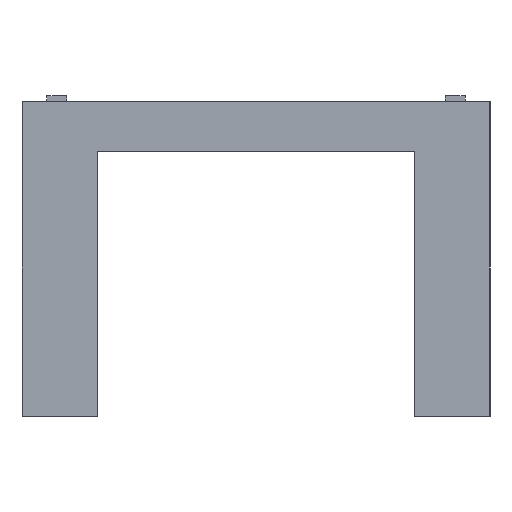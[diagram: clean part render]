
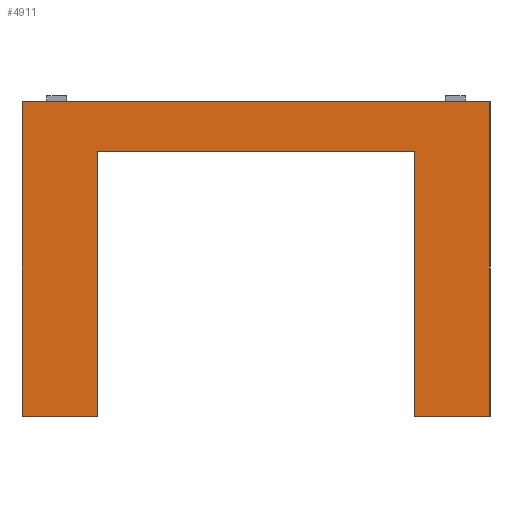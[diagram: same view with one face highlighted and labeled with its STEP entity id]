
A CAD part, left-side view. The second image highlights one B-rep face of the part: STEP entity #4911.
In plain terms, the highlighted planar face has unit normal (-1, 0, 0).
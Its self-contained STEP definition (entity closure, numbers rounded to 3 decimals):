
#32 = PLANE('',#33);
#33 = AXIS2_PLACEMENT_3D('',#34,#35,#36);
#34 = CARTESIAN_POINT('',(-272.45,-1399.45,380.97));
#35 = DIRECTION('',(0.,-1.,0.));
#36 = DIRECTION('',(1.,0.,0.));
#169 = VERTEX_POINT('',#170);
#170 = CARTESIAN_POINT('',(-2022.45,-1399.45,555.97));
#184 = PLANE('',#185);
#185 = AXIS2_PLACEMENT_3D('',#186,#187,#188);
#186 = CARTESIAN_POINT('',(-2022.45,580.55,555.97));
#187 = DIRECTION('',(0.,0.,-1.));
#188 = DIRECTION('',(0.,1.,0.));
#196 = EDGE_CURVE('',#197,#169,#199,.T.);
#197 = VERTEX_POINT('',#198);
#198 = CARTESIAN_POINT('',(-2022.45,-1399.45,-1032.03));
#199 = SURFACE_CURVE('',#200,(#204,#211),.PCURVE_S1.);
#200 = LINE('',#201,#202);
#201 = CARTESIAN_POINT('',(-2022.45,-1399.45,555.97));
#202 = VECTOR('',#203,1.);
#203 = DIRECTION('',(0.,0.,1.));
#204 = PCURVE('',#32,#205);
#205 = DEFINITIONAL_REPRESENTATION('',(#206),#210);
#206 = LINE('',#207,#208);
#207 = CARTESIAN_POINT('',(-1750.,175.));
#208 = VECTOR('',#209,1.);
#209 = DIRECTION('',(0.,1.));
#210 = ( GEOMETRIC_REPRESENTATION_CONTEXT(2) 
PARAMETRIC_REPRESENTATION_CONTEXT() REPRESENTATION_CONTEXT('2D SPACE',''
  ) );
#211 = PCURVE('',#212,#217);
#212 = PLANE('',#213);
#213 = AXIS2_PLACEMENT_3D('',#214,#215,#216);
#214 = CARTESIAN_POINT('',(-2022.45,580.55,555.97));
#215 = DIRECTION('',(1.,0.,0.));
#216 = DIRECTION('',(0.,1.,0.));
#217 = DEFINITIONAL_REPRESENTATION('',(#218),#222);
#218 = LINE('',#219,#220);
#219 = CARTESIAN_POINT('',(-1980.,0.));
#220 = VECTOR('',#221,1.);
#221 = DIRECTION('',(0.,1.));
#222 = ( GEOMETRIC_REPRESENTATION_CONTEXT(2) 
PARAMETRIC_REPRESENTATION_CONTEXT() REPRESENTATION_CONTEXT('2D SPACE',''
  ) );
#240 = PLANE('',#241);
#241 = AXIS2_PLACEMENT_3D('',#242,#243,#244);
#242 = CARTESIAN_POINT('',(-2022.45,2315.225,-1032.03)
  );
#243 = DIRECTION('',(0.,0.,-1.));
#244 = DIRECTION('',(0.,1.,0.));
#3949 = PLANE('',#3950);
#3950 = AXIS2_PLACEMENT_3D('',#3951,#3952,#3953);
#3951 = CARTESIAN_POINT('',(-272.45,-1019.45,380.97));
#3952 = DIRECTION('',(0.,-1.,0.));
#3953 = DIRECTION('',(1.,0.,0.));
#4003 = PLANE('',#4004);
#4004 = AXIS2_PLACEMENT_3D('',#4005,#4006,#4007);
#4005 = CARTESIAN_POINT('',(-272.45,580.55,380.97));
#4006 = DIRECTION('',(0.,-1.,0.));
#4007 = DIRECTION('',(1.,0.,0.));
#4042 = VERTEX_POINT('',#4043);
#4043 = CARTESIAN_POINT('',(-2022.45,960.55,555.97));
#4057 = PLANE('',#4058);
#4058 = AXIS2_PLACEMENT_3D('',#4059,#4060,#4061);
#4059 = CARTESIAN_POINT('',(-272.45,960.55,380.97));
#4060 = DIRECTION('',(0.,-1.,0.));
#4061 = DIRECTION('',(1.,0.,0.));
#4069 = EDGE_CURVE('',#169,#4042,#4070,.T.);
#4070 = SURFACE_CURVE('',#4071,(#4075,#4082),.PCURVE_S1.);
#4071 = LINE('',#4072,#4073);
#4072 = CARTESIAN_POINT('',(-2022.45,580.55,555.97));
#4073 = VECTOR('',#4074,1.);
#4074 = DIRECTION('',(-0.,1.,0.));
#4075 = PCURVE('',#184,#4076);
#4076 = DEFINITIONAL_REPRESENTATION('',(#4077),#4081);
#4077 = LINE('',#4078,#4079);
#4078 = CARTESIAN_POINT('',(0.,0.));
#4079 = VECTOR('',#4080,1.);
#4080 = DIRECTION('',(1.,0.));
#4081 = ( GEOMETRIC_REPRESENTATION_CONTEXT(2) 
PARAMETRIC_REPRESENTATION_CONTEXT() REPRESENTATION_CONTEXT('2D SPACE',''
  ) );
#4082 = PCURVE('',#212,#4083);
#4083 = DEFINITIONAL_REPRESENTATION('',(#4084),#4088);
#4084 = LINE('',#4085,#4086);
#4085 = CARTESIAN_POINT('',(0.,0.));
#4086 = VECTOR('',#4087,1.);
#4087 = DIRECTION('',(1.,0.));
#4088 = ( GEOMETRIC_REPRESENTATION_CONTEXT(2) 
PARAMETRIC_REPRESENTATION_CONTEXT() REPRESENTATION_CONTEXT('2D SPACE',''
  ) );
#4218 = PLANE('',#4219);
#4219 = AXIS2_PLACEMENT_3D('',#4220,#4221,#4222);
#4220 = CARTESIAN_POINT('',(-2022.45,-1399.45,305.97));
#4221 = DIRECTION('',(0.,0.,-1.));
#4222 = DIRECTION('',(1.,0.,0.));
#4238 = VERTEX_POINT('',#4239);
#4239 = CARTESIAN_POINT('',(-2022.45,-1019.45,305.97));
#4260 = EDGE_CURVE('',#4238,#4261,#4263,.T.);
#4261 = VERTEX_POINT('',#4262);
#4262 = CARTESIAN_POINT('',(-2022.45,580.55,305.97));
#4263 = SURFACE_CURVE('',#4264,(#4268,#4275),.PCURVE_S1.);
#4264 = LINE('',#4265,#4266);
#4265 = CARTESIAN_POINT('',(-2022.45,-1399.45,305.97));
#4266 = VECTOR('',#4267,1.);
#4267 = DIRECTION('',(0.,1.,0.));
#4268 = PCURVE('',#4218,#4269);
#4269 = DEFINITIONAL_REPRESENTATION('',(#4270),#4274);
#4270 = LINE('',#4271,#4272);
#4271 = CARTESIAN_POINT('',(0.,0.));
#4272 = VECTOR('',#4273,1.);
#4273 = DIRECTION('',(0.,-1.));
#4274 = ( GEOMETRIC_REPRESENTATION_CONTEXT(2) 
PARAMETRIC_REPRESENTATION_CONTEXT() REPRESENTATION_CONTEXT('2D SPACE',''
  ) );
#4275 = PCURVE('',#212,#4276);
#4276 = DEFINITIONAL_REPRESENTATION('',(#4277),#4281);
#4277 = LINE('',#4278,#4279);
#4278 = CARTESIAN_POINT('',(-1980.,-250.));
#4279 = VECTOR('',#4280,1.);
#4280 = DIRECTION('',(1.,0.));
#4281 = ( GEOMETRIC_REPRESENTATION_CONTEXT(2) 
PARAMETRIC_REPRESENTATION_CONTEXT() REPRESENTATION_CONTEXT('2D SPACE',''
  ) );
#4505 = EDGE_CURVE('',#4261,#4506,#4508,.T.);
#4506 = VERTEX_POINT('',#4507);
#4507 = CARTESIAN_POINT('',(-2022.45,580.55,-1032.03));
#4508 = SURFACE_CURVE('',#4509,(#4513,#4520),.PCURVE_S1.);
#4509 = LINE('',#4510,#4511);
#4510 = CARTESIAN_POINT('',(-2022.45,580.55,555.97));
#4511 = VECTOR('',#4512,1.);
#4512 = DIRECTION('',(0.,0.,-1.));
#4513 = PCURVE('',#4003,#4514);
#4514 = DEFINITIONAL_REPRESENTATION('',(#4515),#4519);
#4515 = LINE('',#4516,#4517);
#4516 = CARTESIAN_POINT('',(-1750.,175.));
#4517 = VECTOR('',#4518,1.);
#4518 = DIRECTION('',(0.,-1.));
#4519 = ( GEOMETRIC_REPRESENTATION_CONTEXT(2) 
PARAMETRIC_REPRESENTATION_CONTEXT() REPRESENTATION_CONTEXT('2D SPACE',''
  ) );
#4520 = PCURVE('',#212,#4521);
#4521 = DEFINITIONAL_REPRESENTATION('',(#4522),#4526);
#4522 = LINE('',#4523,#4524);
#4523 = CARTESIAN_POINT('',(0.,0.));
#4524 = VECTOR('',#4525,1.);
#4525 = DIRECTION('',(0.,-1.));
#4526 = ( GEOMETRIC_REPRESENTATION_CONTEXT(2) 
PARAMETRIC_REPRESENTATION_CONTEXT() REPRESENTATION_CONTEXT('2D SPACE',''
  ) );
#4544 = PLANE('',#4545);
#4545 = AXIS2_PLACEMENT_3D('',#4546,#4547,#4548);
#4546 = CARTESIAN_POINT('',(-2022.45,2315.225,-1032.03
    ));
#4547 = DIRECTION('',(0.,0.,-1.));
#4548 = DIRECTION('',(0.,1.,0.));
#4911 = ADVANCED_FACE('',(#4912),#212,.F.);
#4912 = FACE_BOUND('',#4913,.T.);
#4913 = EDGE_LOOP('',(#4914,#4915,#4938,#4959,#4960,#4961,#4984,#5005));
#4914 = ORIENTED_EDGE('',*,*,#4069,.T.);
#4915 = ORIENTED_EDGE('',*,*,#4916,.T.);
#4916 = EDGE_CURVE('',#4042,#4917,#4919,.T.);
#4917 = VERTEX_POINT('',#4918);
#4918 = CARTESIAN_POINT('',(-2022.45,960.55,-1032.03));
#4919 = SURFACE_CURVE('',#4920,(#4924,#4931),.PCURVE_S1.);
#4920 = LINE('',#4921,#4922);
#4921 = CARTESIAN_POINT('',(-2022.45,960.55,555.97));
#4922 = VECTOR('',#4923,1.);
#4923 = DIRECTION('',(0.,0.,-1.));
#4924 = PCURVE('',#212,#4925);
#4925 = DEFINITIONAL_REPRESENTATION('',(#4926),#4930);
#4926 = LINE('',#4927,#4928);
#4927 = CARTESIAN_POINT('',(380.,0.));
#4928 = VECTOR('',#4929,1.);
#4929 = DIRECTION('',(0.,-1.));
#4930 = ( GEOMETRIC_REPRESENTATION_CONTEXT(2) 
PARAMETRIC_REPRESENTATION_CONTEXT() REPRESENTATION_CONTEXT('2D SPACE',''
  ) );
#4931 = PCURVE('',#4057,#4932);
#4932 = DEFINITIONAL_REPRESENTATION('',(#4933),#4937);
#4933 = LINE('',#4934,#4935);
#4934 = CARTESIAN_POINT('',(-1750.,175.));
#4935 = VECTOR('',#4936,1.);
#4936 = DIRECTION('',(0.,-1.));
#4937 = ( GEOMETRIC_REPRESENTATION_CONTEXT(2) 
PARAMETRIC_REPRESENTATION_CONTEXT() REPRESENTATION_CONTEXT('2D SPACE',''
  ) );
#4938 = ORIENTED_EDGE('',*,*,#4939,.T.);
#4939 = EDGE_CURVE('',#4917,#4506,#4940,.T.);
#4940 = SURFACE_CURVE('',#4941,(#4945,#4952),.PCURVE_S1.);
#4941 = LINE('',#4942,#4943);
#4942 = CARTESIAN_POINT('',(-2022.45,2315.225,-1032.03
    ));
#4943 = VECTOR('',#4944,1.);
#4944 = DIRECTION('',(0.,-1.,0.));
#4945 = PCURVE('',#212,#4946);
#4946 = DEFINITIONAL_REPRESENTATION('',(#4947),#4951);
#4947 = LINE('',#4948,#4949);
#4948 = CARTESIAN_POINT('',(1734.675,-1588.));
#4949 = VECTOR('',#4950,1.);
#4950 = DIRECTION('',(-1.,0.));
#4951 = ( GEOMETRIC_REPRESENTATION_CONTEXT(2) 
PARAMETRIC_REPRESENTATION_CONTEXT() REPRESENTATION_CONTEXT('2D SPACE',''
  ) );
#4952 = PCURVE('',#4544,#4953);
#4953 = DEFINITIONAL_REPRESENTATION('',(#4954),#4958);
#4954 = LINE('',#4955,#4956);
#4955 = CARTESIAN_POINT('',(0.,0.));
#4956 = VECTOR('',#4957,1.);
#4957 = DIRECTION('',(-1.,0.));
#4958 = ( GEOMETRIC_REPRESENTATION_CONTEXT(2) 
PARAMETRIC_REPRESENTATION_CONTEXT() REPRESENTATION_CONTEXT('2D SPACE',''
  ) );
#4959 = ORIENTED_EDGE('',*,*,#4505,.F.);
#4960 = ORIENTED_EDGE('',*,*,#4260,.F.);
#4961 = ORIENTED_EDGE('',*,*,#4962,.T.);
#4962 = EDGE_CURVE('',#4238,#4963,#4965,.T.);
#4963 = VERTEX_POINT('',#4964);
#4964 = CARTESIAN_POINT('',(-2022.45,-1019.45,-1032.03));
#4965 = SURFACE_CURVE('',#4966,(#4970,#4977),.PCURVE_S1.);
#4966 = LINE('',#4967,#4968);
#4967 = CARTESIAN_POINT('',(-2022.45,-1019.45,555.97));
#4968 = VECTOR('',#4969,1.);
#4969 = DIRECTION('',(0.,0.,-1.));
#4970 = PCURVE('',#212,#4971);
#4971 = DEFINITIONAL_REPRESENTATION('',(#4972),#4976);
#4972 = LINE('',#4973,#4974);
#4973 = CARTESIAN_POINT('',(-1600.,0.));
#4974 = VECTOR('',#4975,1.);
#4975 = DIRECTION('',(0.,-1.));
#4976 = ( GEOMETRIC_REPRESENTATION_CONTEXT(2) 
PARAMETRIC_REPRESENTATION_CONTEXT() REPRESENTATION_CONTEXT('2D SPACE',''
  ) );
#4977 = PCURVE('',#3949,#4978);
#4978 = DEFINITIONAL_REPRESENTATION('',(#4979),#4983);
#4979 = LINE('',#4980,#4981);
#4980 = CARTESIAN_POINT('',(-1750.,175.));
#4981 = VECTOR('',#4982,1.);
#4982 = DIRECTION('',(0.,-1.));
#4983 = ( GEOMETRIC_REPRESENTATION_CONTEXT(2) 
PARAMETRIC_REPRESENTATION_CONTEXT() REPRESENTATION_CONTEXT('2D SPACE',''
  ) );
#4984 = ORIENTED_EDGE('',*,*,#4985,.T.);
#4985 = EDGE_CURVE('',#4963,#197,#4986,.T.);
#4986 = SURFACE_CURVE('',#4987,(#4991,#4998),.PCURVE_S1.);
#4987 = LINE('',#4988,#4989);
#4988 = CARTESIAN_POINT('',(-2022.45,2315.225,-1032.03
    ));
#4989 = VECTOR('',#4990,1.);
#4990 = DIRECTION('',(0.,-1.,0.));
#4991 = PCURVE('',#212,#4992);
#4992 = DEFINITIONAL_REPRESENTATION('',(#4993),#4997);
#4993 = LINE('',#4994,#4995);
#4994 = CARTESIAN_POINT('',(1734.675,-1588.));
#4995 = VECTOR('',#4996,1.);
#4996 = DIRECTION('',(-1.,0.));
#4997 = ( GEOMETRIC_REPRESENTATION_CONTEXT(2) 
PARAMETRIC_REPRESENTATION_CONTEXT() REPRESENTATION_CONTEXT('2D SPACE',''
  ) );
#4998 = PCURVE('',#240,#4999);
#4999 = DEFINITIONAL_REPRESENTATION('',(#5000),#5004);
#5000 = LINE('',#5001,#5002);
#5001 = CARTESIAN_POINT('',(0.,0.));
#5002 = VECTOR('',#5003,1.);
#5003 = DIRECTION('',(-1.,0.));
#5004 = ( GEOMETRIC_REPRESENTATION_CONTEXT(2) 
PARAMETRIC_REPRESENTATION_CONTEXT() REPRESENTATION_CONTEXT('2D SPACE',''
  ) );
#5005 = ORIENTED_EDGE('',*,*,#196,.T.);
